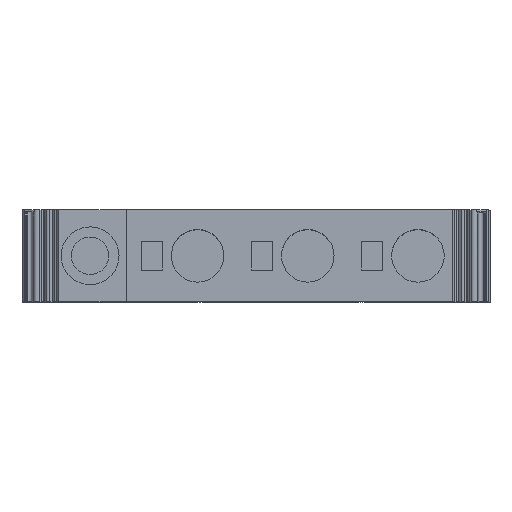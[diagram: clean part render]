
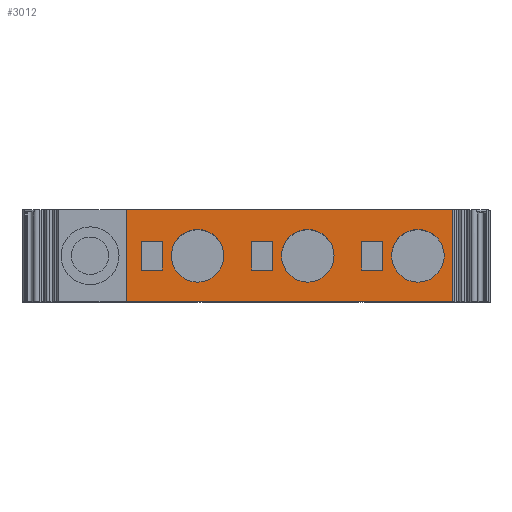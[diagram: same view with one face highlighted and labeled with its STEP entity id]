
A CAD part, top view. The second image highlights one B-rep face of the part: STEP entity #3012.
In plain terms, the highlighted planar face has unit normal (0, 0, 1).
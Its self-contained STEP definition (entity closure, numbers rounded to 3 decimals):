
#70=CIRCLE('',#3190,5.);
#71=CIRCLE('',#3191,5.);
#72=CIRCLE('',#3192,5.);
#175=ORIENTED_EDGE('',*,*,#1081,.T.);
#176=ORIENTED_EDGE('',*,*,#1082,.T.);
#177=ORIENTED_EDGE('',*,*,#1083,.T.);
#178=ORIENTED_EDGE('',*,*,#1084,.T.);
#179=ORIENTED_EDGE('',*,*,#1085,.T.);
#180=ORIENTED_EDGE('',*,*,#1086,.T.);
#181=ORIENTED_EDGE('',*,*,#1087,.T.);
#182=ORIENTED_EDGE('',*,*,#1088,.T.);
#183=ORIENTED_EDGE('',*,*,#1089,.F.);
#184=ORIENTED_EDGE('',*,*,#1090,.F.);
#185=ORIENTED_EDGE('',*,*,#1091,.F.);
#186=ORIENTED_EDGE('',*,*,#1092,.T.);
#187=ORIENTED_EDGE('',*,*,#1093,.T.);
#188=ORIENTED_EDGE('',*,*,#1094,.T.);
#189=ORIENTED_EDGE('',*,*,#1095,.T.);
#190=ORIENTED_EDGE('',*,*,#1096,.T.);
#191=ORIENTED_EDGE('',*,*,#1097,.T.);
#192=ORIENTED_EDGE('',*,*,#1098,.T.);
#193=ORIENTED_EDGE('',*,*,#1099,.T.);
#1081=EDGE_CURVE('',#1534,#1534,#70,.T.);
#1082=EDGE_CURVE('',#1535,#1535,#71,.T.);
#1083=EDGE_CURVE('',#1536,#1536,#72,.T.);
#1084=EDGE_CURVE('',#1537,#1538,#1839,.T.);
#1085=EDGE_CURVE('',#1538,#1539,#1840,.T.);
#1086=EDGE_CURVE('',#1539,#1540,#1841,.T.);
#1087=EDGE_CURVE('',#1540,#1537,#1842,.T.);
#1088=EDGE_CURVE('',#1541,#1542,#1843,.T.);
#1089=EDGE_CURVE('',#1543,#1542,#1844,.T.);
#1090=EDGE_CURVE('',#1544,#1543,#1845,.T.);
#1091=EDGE_CURVE('',#1541,#1544,#1846,.T.);
#1092=EDGE_CURVE('',#1545,#1546,#1847,.T.);
#1093=EDGE_CURVE('',#1546,#1547,#1848,.T.);
#1094=EDGE_CURVE('',#1547,#1548,#1849,.T.);
#1095=EDGE_CURVE('',#1548,#1545,#1850,.T.);
#1096=EDGE_CURVE('',#1549,#1550,#1851,.T.);
#1097=EDGE_CURVE('',#1550,#1551,#1852,.T.);
#1098=EDGE_CURVE('',#1551,#1552,#1853,.T.);
#1099=EDGE_CURVE('',#1552,#1549,#1854,.T.);
#1534=VERTEX_POINT('',#4355);
#1535=VERTEX_POINT('',#4357);
#1536=VERTEX_POINT('',#4359);
#1537=VERTEX_POINT('',#4361);
#1538=VERTEX_POINT('',#4362);
#1539=VERTEX_POINT('',#4364);
#1540=VERTEX_POINT('',#4366);
#1541=VERTEX_POINT('',#4369);
#1542=VERTEX_POINT('',#4370);
#1543=VERTEX_POINT('',#4372);
#1544=VERTEX_POINT('',#4374);
#1545=VERTEX_POINT('',#4377);
#1546=VERTEX_POINT('',#4378);
#1547=VERTEX_POINT('',#4380);
#1548=VERTEX_POINT('',#4382);
#1549=VERTEX_POINT('',#4385);
#1550=VERTEX_POINT('',#4386);
#1551=VERTEX_POINT('',#4388);
#1552=VERTEX_POINT('',#4390);
#1839=LINE('',#4360,#2192);
#1840=LINE('',#4363,#2193);
#1841=LINE('',#4365,#2194);
#1842=LINE('',#4367,#2195);
#1843=LINE('',#4368,#2196);
#1844=LINE('',#4371,#2197);
#1845=LINE('',#4373,#2198);
#1846=LINE('',#4375,#2199);
#1847=LINE('',#4376,#2200);
#1848=LINE('',#4379,#2201);
#1849=LINE('',#4381,#2202);
#1850=LINE('',#4383,#2203);
#1851=LINE('',#4384,#2204);
#1852=LINE('',#4387,#2205);
#1853=LINE('',#4389,#2206);
#1854=LINE('',#4391,#2207);
#2192=VECTOR('',#3473,1000.);
#2193=VECTOR('',#3474,1000.);
#2194=VECTOR('',#3475,1000.);
#2195=VECTOR('',#3476,1000.);
#2196=VECTOR('',#3477,1000.);
#2197=VECTOR('',#3478,1000.);
#2198=VECTOR('',#3479,1000.);
#2199=VECTOR('',#3480,1000.);
#2200=VECTOR('',#3481,1000.);
#2201=VECTOR('',#3482,1000.);
#2202=VECTOR('',#3483,1000.);
#2203=VECTOR('',#3484,1000.);
#2204=VECTOR('',#3485,1000.);
#2205=VECTOR('',#3486,1000.);
#2206=VECTOR('',#3487,1000.);
#2207=VECTOR('',#3488,1000.);
#2539=EDGE_LOOP('',(#175));
#2540=EDGE_LOOP('',(#176));
#2541=EDGE_LOOP('',(#177));
#2542=EDGE_LOOP('',(#178,#179,#180,#181));
#2543=EDGE_LOOP('',(#182,#183,#184,#185));
#2544=EDGE_LOOP('',(#186,#187,#188,#189));
#2545=EDGE_LOOP('',(#190,#191,#192,#193));
#2717=FACE_BOUND('',#2539,.T.);
#2718=FACE_BOUND('',#2540,.T.);
#2719=FACE_BOUND('',#2541,.T.);
#2720=FACE_BOUND('',#2542,.T.);
#2721=FACE_BOUND('',#2543,.T.);
#2722=FACE_BOUND('',#2544,.T.);
#2723=FACE_BOUND('',#2545,.T.);
#2895=PLANE('',#3189);
#3012=ADVANCED_FACE('',(#2717,#2718,#2719,#2720,#2721,#2722,#2723),#2895,
 .F.);
#3189=AXIS2_PLACEMENT_3D('',#4353,#3465,#3466);
#3190=AXIS2_PLACEMENT_3D('',#4354,#3467,#3468);
#3191=AXIS2_PLACEMENT_3D('',#4356,#3469,#3470);
#3192=AXIS2_PLACEMENT_3D('',#4358,#3471,#3472);
#3465=DIRECTION('',(0.,0.,-1.));
#3466=DIRECTION('',(-1.,0.,0.));
#3467=DIRECTION('',(0.,0.,-1.));
#3468=DIRECTION('',(1.,0.,0.));
#3469=DIRECTION('',(0.,0.,-1.));
#3470=DIRECTION('',(1.,0.,0.));
#3471=DIRECTION('',(0.,0.,-1.));
#3472=DIRECTION('',(1.,0.,0.));
#3473=DIRECTION('',(0.,-1.,0.));
#3474=DIRECTION('',(-1.,0.,0.));
#3475=DIRECTION('',(0.,1.,0.));
#3476=DIRECTION('',(1.,0.,0.));
#3477=DIRECTION('',(0.,-1.,0.));
#3478=DIRECTION('',(-1.,0.,0.));
#3479=DIRECTION('',(0.,-1.,0.));
#3480=DIRECTION('',(1.,0.,0.));
#3481=DIRECTION('',(0.,-1.,0.));
#3482=DIRECTION('',(-1.,0.,0.));
#3483=DIRECTION('',(0.,1.,0.));
#3484=DIRECTION('',(1.,0.,0.));
#3485=DIRECTION('',(0.,-1.,0.));
#3486=DIRECTION('',(-1.,0.,0.));
#3487=DIRECTION('',(0.,1.,0.));
#3488=DIRECTION('',(1.,0.,0.));
#4353=CARTESIAN_POINT('',(-24.598,91.227,18.2));
#4354=CARTESIAN_POINT('',(30.9,0.,18.2));
#4355=CARTESIAN_POINT('',(35.9,0.,18.2));
#4356=CARTESIAN_POINT('',(9.95,0.,18.2));
#4357=CARTESIAN_POINT('',(14.95,0.,18.2));
#4358=CARTESIAN_POINT('',(-11.,0.,18.2));
#4359=CARTESIAN_POINT('',(-6.,0.,18.2));
#4360=CARTESIAN_POINT('',(3.264,-2.7,18.2));
#4361=CARTESIAN_POINT('',(3.264,2.7,18.2));
#4362=CARTESIAN_POINT('',(3.264,-2.7,18.2));
#4363=CARTESIAN_POINT('',(3.264,-2.7,18.2));
#4364=CARTESIAN_POINT('',(-0.736,-2.7,18.2));
#4365=CARTESIAN_POINT('',(-0.736,-2.7,18.2));
#4366=CARTESIAN_POINT('',(-0.736,2.7,18.2));
#4367=CARTESIAN_POINT('',(3.264,2.7,18.2));
#4368=CARTESIAN_POINT('',(-24.598,91.227,18.2));
#4369=CARTESIAN_POINT('',(-24.598,8.75,18.2));
#4370=CARTESIAN_POINT('',(-24.598,-8.75,18.2));
#4371=CARTESIAN_POINT('',(-24.598,-8.75,18.2));
#4372=CARTESIAN_POINT('',(37.4,-8.75,18.2));
#4373=CARTESIAN_POINT('',(37.4,91.227,18.2));
#4374=CARTESIAN_POINT('',(37.4,8.75,18.2));
#4375=CARTESIAN_POINT('',(-24.598,8.75,18.2));
#4376=CARTESIAN_POINT('',(-17.686,-2.7,18.2));
#4377=CARTESIAN_POINT('',(-17.686,2.7,18.2));
#4378=CARTESIAN_POINT('',(-17.686,-2.7,18.2));
#4379=CARTESIAN_POINT('',(-17.686,-2.7,18.2));
#4380=CARTESIAN_POINT('',(-21.686,-2.7,18.2));
#4381=CARTESIAN_POINT('',(-21.686,-2.7,18.2));
#4382=CARTESIAN_POINT('',(-21.686,2.7,18.2));
#4383=CARTESIAN_POINT('',(-17.686,2.7,18.2));
#4384=CARTESIAN_POINT('',(24.214,-2.7,18.2));
#4385=CARTESIAN_POINT('',(24.214,2.7,18.2));
#4386=CARTESIAN_POINT('',(24.214,-2.7,18.2));
#4387=CARTESIAN_POINT('',(24.214,-2.7,18.2));
#4388=CARTESIAN_POINT('',(20.214,-2.7,18.2));
#4389=CARTESIAN_POINT('',(20.214,-2.7,18.2));
#4390=CARTESIAN_POINT('',(20.214,2.7,18.2));
#4391=CARTESIAN_POINT('',(24.214,2.7,18.2));
